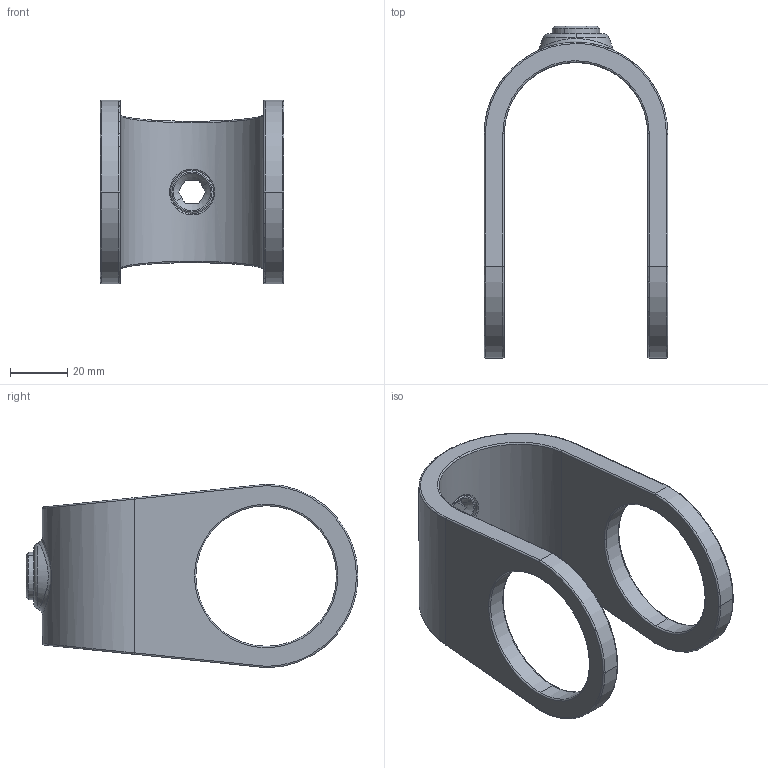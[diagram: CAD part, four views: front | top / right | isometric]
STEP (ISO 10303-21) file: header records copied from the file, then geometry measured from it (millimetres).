
FILE_DESCRIPTION (( 'STEP AP203' ), '1' );
FILE_NAME ('T16000.STEP', '2018-05-24T12:55:59', ( '' ), ( '' ), 'SwSTEP 2.0', 'SolidWorks 2016', '' );
FILE_SCHEMA (( 'CONFIG_CONTROL_DESIGN' ));
Length unit declared in the file: millimetre
Products named in the file (3): T16000; T19300
Assembly tree (2 placements, depth 2):
  T16000
    T16000
    T19300
Bounding box: 64 x 115.7 x 64 mm (x, y, z)
Volume: 67627.2 mm3; surface area: 26177.7 mm2
Topology: 2 solids, 2 shells, 75 faces, 182 edges, 112 vertices
Faces by surface type: cylinder 22, torus 18, plane 15, bspline 10, cone 10
Entity records: 3942 total; most frequent: CARTESIAN_POINT 1947, ORIENTED_EDGE 364, DIRECTION 358, EDGE_CURVE 182, AXIS2_PLACEMENT_3D 154, VERTEX_POINT 112, EDGE_LOOP 84, CIRCLE 84
